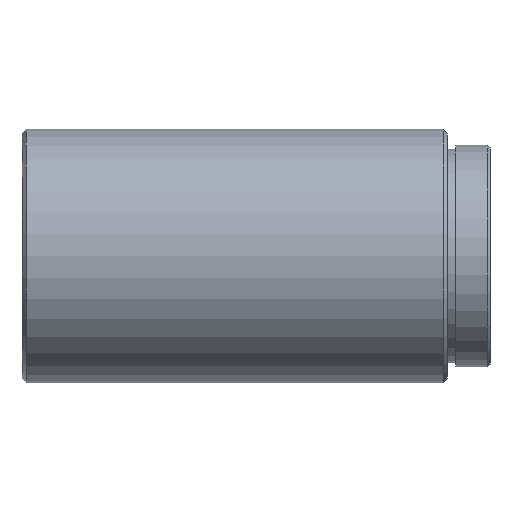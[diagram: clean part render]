
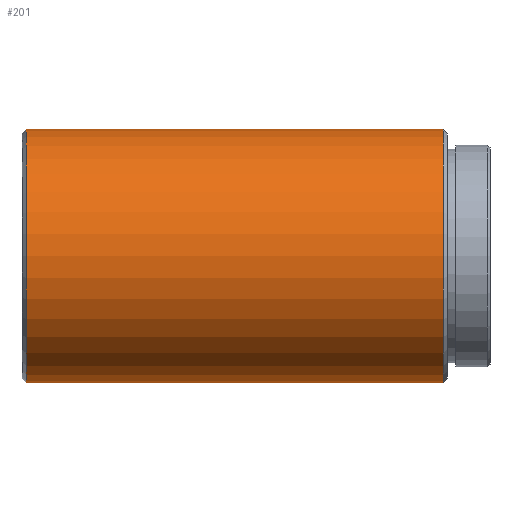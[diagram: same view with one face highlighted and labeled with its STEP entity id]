
A CAD part, top view. The second image highlights one B-rep face of the part: STEP entity #201.
In plain terms, the highlighted cylindrical face has radius 14.9 mm (diameter 29.8 mm), a partial arc.
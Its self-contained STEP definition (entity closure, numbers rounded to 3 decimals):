
#51=FACE_OUTER_BOUND('',#79,.F.);
#79=EDGE_LOOP('',(#147,#148,#149,#150));
#147=ORIENTED_EDGE('',*,*,#326,.T.);
#148=ORIENTED_EDGE('',*,*,#306,.T.);
#149=ORIENTED_EDGE('',*,*,#327,.F.);
#150=ORIENTED_EDGE('',*,*,#303,.T.);
#201=ADVANCED_FACE('',(#51),#221,.T.);
#221=CYLINDRICAL_SURFACE('',#448,14.9);
#239=LINE('',#655,#257);
#240=LINE('',#656,#258);
#257=VECTOR('',#514,49.);
#258=VECTOR('',#515,49.);
#273=CIRCLE('',#410,14.9);
#276=CIRCLE('',#413,14.9);
#303=EDGE_CURVE('',#369,#370,#273,.T.);
#306=EDGE_CURVE('',#364,#363,#276,.T.);
#326=EDGE_CURVE('',#370,#364,#239,.T.);
#327=EDGE_CURVE('',#369,#363,#240,.T.);
#363=VERTEX_POINT('',#614);
#364=VERTEX_POINT('',#615);
#369=VERTEX_POINT('',#620);
#370=VERTEX_POINT('',#621);
#410=AXIS2_PLACEMENT_3D('',#632,#476,#477);
#413=AXIS2_PLACEMENT_3D('',#635,#482,#483);
#448=AXIS2_PLACEMENT_3D('',#688,#570,#571);
#476=DIRECTION('',(1.,0.,0.));
#477=DIRECTION('',(0.,1.,0.));
#482=DIRECTION('',(-1.,0.,0.));
#483=DIRECTION('',(0.,-1.,0.));
#514=DIRECTION('',(-1.,0.,0.));
#515=DIRECTION('',(-1.,0.,0.));
#570=DIRECTION('',(1.,0.,0.));
#571=DIRECTION('',(0.,1.,0.));
#614=CARTESIAN_POINT('',(0.5,14.9,0.));
#615=CARTESIAN_POINT('',(0.5,-14.9,0.));
#620=CARTESIAN_POINT('',(49.5,14.9,0.));
#621=CARTESIAN_POINT('',(49.5,-14.9,0.));
#632=CARTESIAN_POINT('',(49.5,0.,0.));
#635=CARTESIAN_POINT('',(0.5,0.,0.));
#655=CARTESIAN_POINT('',(49.5,-14.9,0.));
#656=CARTESIAN_POINT('',(49.5,14.9,0.));
#688=CARTESIAN_POINT('',(50.,0.,0.));
